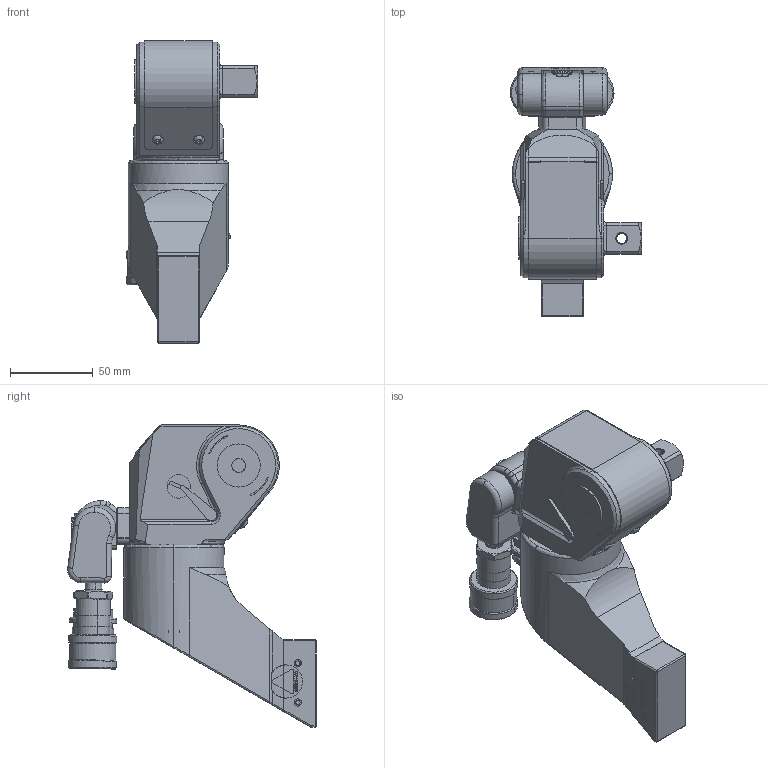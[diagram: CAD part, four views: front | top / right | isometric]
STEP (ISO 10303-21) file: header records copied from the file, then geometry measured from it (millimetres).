
FILE_DESCRIPTION (( 'STEP AP203' ), '1' );
FILE_NAME ('RT-01_8434 2010 02.STEP', '2018-07-12T15:57:16', ( '' ), ( '' ), 'SwSTEP 2.0', 'SolidWorks 2017', '' );
FILE_SCHEMA (( 'CONFIG_CONTROL_DESIGN' ));
Length unit declared in the file: millimetre
Products named in the file (1): RT-01_8434 2010 02
Bounding box: 79.1 x 150.05 x 182.33 mm (x, y, z)
Volume: 607176 mm3; surface area: 86745.7 mm2
Topology: 1 solids, 5 shells, 1081 faces, 2844 edges, 1847 vertices
Faces by surface type: plane 409, cylinder 337, torus 124, bspline 114, cone 87, sphere 10
Entity records: 42074 total; most frequent: CARTESIAN_POINT 15868, ORIENTED_EDGE 5672, DIRECTION 5204, EDGE_CURVE 2836, AXIS2_PLACEMENT_3D 1940, VERTEX_POINT 1847, LINE 1324, VECTOR 1324
